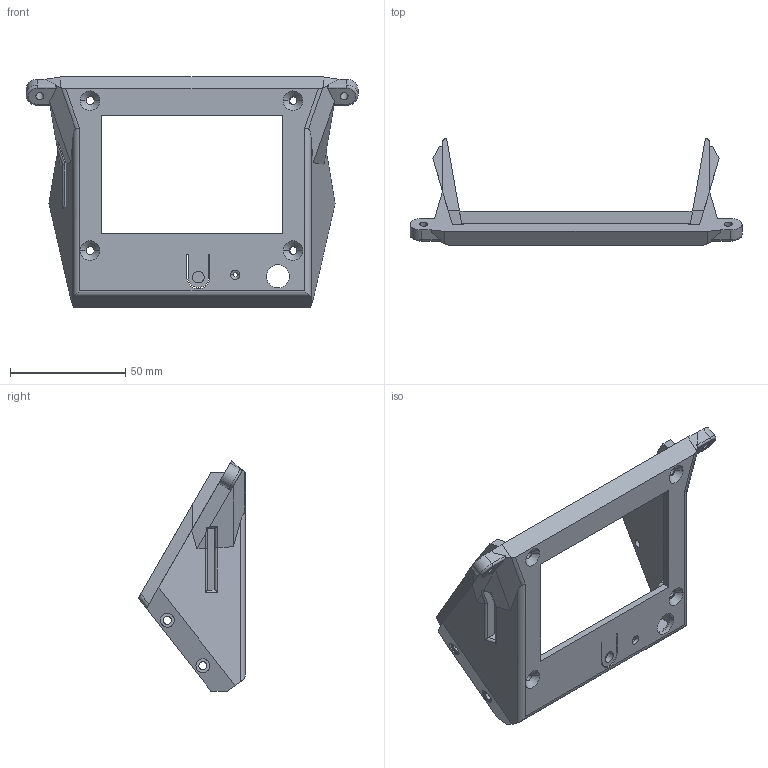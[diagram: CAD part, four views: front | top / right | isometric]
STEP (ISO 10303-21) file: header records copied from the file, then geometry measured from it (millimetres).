
FILE_DESCRIPTION(('CATIA V5 STEP Exchange'),'2;1');
FILE_NAME('HYPERCUBE-EVO-0037_NGEN 12864 LCD.stp','2020-05-20T16:56:07+00:00',('none'),('none'),'CATIA Version 5 Release 21 GA (IN-10)','CATIA V5 STEP AP203','none');
FILE_SCHEMA(('CONFIG_CONTROL_DESIGN'));
Length unit declared in the file: millimetre
Products named in the file (1): HYPERCUBE-EVO-0037_NGEN
Bounding box: 144 x 46.43 x 99.79 mm (x, y, z)
Volume: 50636.9 mm3; surface area: 30058.7 mm2
Topology: 1 solids, 1 shells, 219 faces, 593 edges, 379 vertices
Faces by surface type: plane 93, cylinder 89, torus 19, cone 14, bspline 4
Entity records: 7195 total; most frequent: CARTESIAN_POINT 2052, ORIENTED_EDGE 1182, DIRECTION 810, EDGE_CURVE 591, VERTEX_POINT 379, AXIS2_PLACEMENT_3D 334, VECTOR 316, LINE 316
